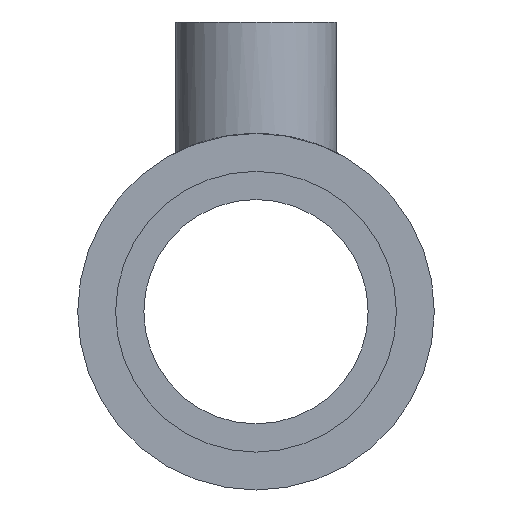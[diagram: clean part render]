
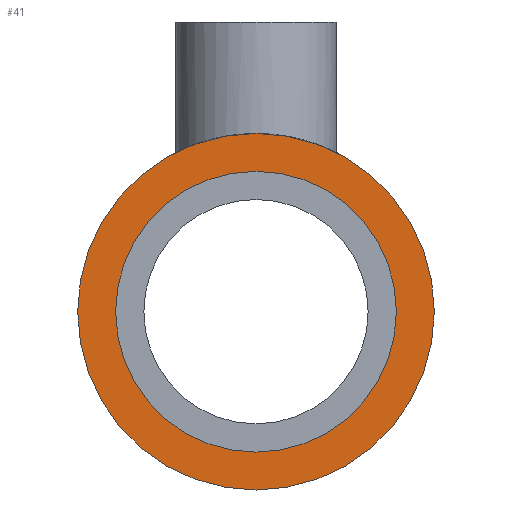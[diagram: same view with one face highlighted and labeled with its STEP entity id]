
A CAD part, left-side view. The second image highlights one B-rep face of the part: STEP entity #41.
In plain terms, the highlighted planar face has unit normal (-1, 0, 0).
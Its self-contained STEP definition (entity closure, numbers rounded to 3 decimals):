
#41 = ADVANCED_FACE( '', ( #89, #90 ), #91, .F. );
#89 = FACE_BOUND( '', #150, .T. );
#90 = FACE_OUTER_BOUND( '', #151, .T. );
#91 = PLANE( '', #152 );
#150 = EDGE_LOOP( '', ( #209 ) );
#151 = EDGE_LOOP( '', ( #210 ) );
#152 = AXIS2_PLACEMENT_3D( '', #211, #212, #213 );
#209 = ORIENTED_EDGE( '', *, *, #282, .T. );
#210 = ORIENTED_EDGE( '', *, *, #283, .F. );
#211 = CARTESIAN_POINT( '', ( -99.5, 0., 0. ) );
#212 = DIRECTION( '', ( 1., 0., 0. ) );
#213 = DIRECTION( '', ( 0., 0., -1. ) );
#282 = EDGE_CURVE( '', #313, #313, #314, .T. );
#283 = EDGE_CURVE( '', #315, #315, #316, .T. );
#313 = VERTEX_POINT( '', #431 );
#314 = CIRCLE( '', #432, 31.5 );
#315 = VERTEX_POINT( '', #433 );
#316 = CIRCLE( '', #434, 40. );
#431 = CARTESIAN_POINT( '', ( -99.5, 0., -31.5 ) );
#432 = AXIS2_PLACEMENT_3D( '', #575, #576, #577 );
#433 = CARTESIAN_POINT( '', ( -99.5, 40., 0. ) );
#434 = AXIS2_PLACEMENT_3D( '', #578, #579, #580 );
#575 = CARTESIAN_POINT( '', ( -99.5, 0., 0. ) );
#576 = DIRECTION( '', ( 1., 0., 0. ) );
#577 = DIRECTION( '', ( 0., 0., -1. ) );
#578 = CARTESIAN_POINT( '', ( -99.5, 0., 0. ) );
#579 = DIRECTION( '', ( 1., 0., 0. ) );
#580 = DIRECTION( '', ( 0., 1., 0. ) );
